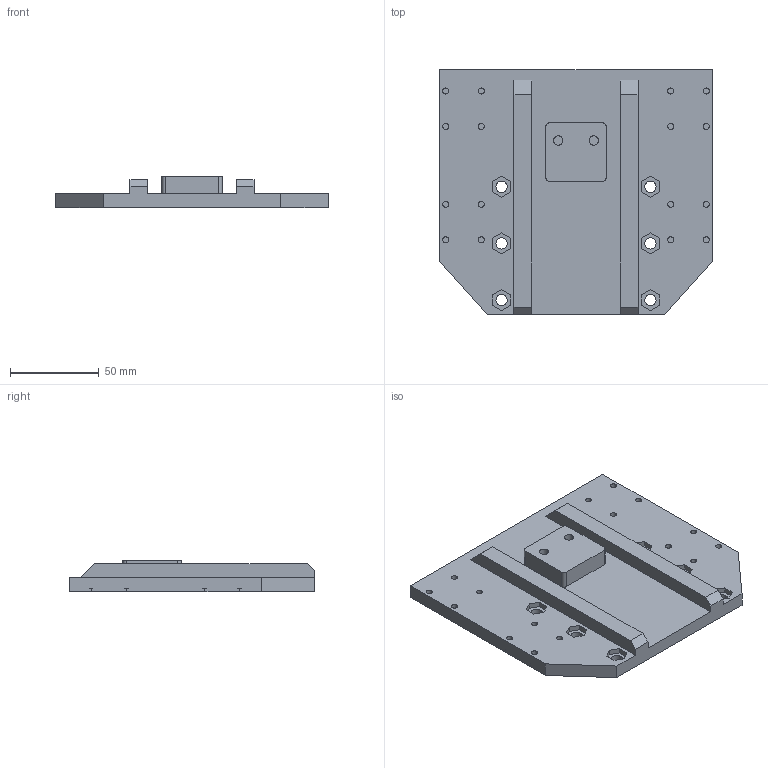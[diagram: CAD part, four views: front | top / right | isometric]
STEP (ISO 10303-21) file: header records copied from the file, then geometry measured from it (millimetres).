
FILE_DESCRIPTION (( 'STEP AP203' ), '1' );
FILE_NAME ('Z_plate.STEP', '2018-08-06T09:01:53', ( '' ), ( '' ), 'SwSTEP 2.0', 'SolidWorks 2017', '' );
FILE_SCHEMA (( 'CONFIG_CONTROL_DESIGN' ));
Length unit declared in the file: millimetre
Products named in the file (1): Z_plate
Bounding box: 154 x 138 x 18 mm (x, y, z)
Volume: 189413.2 mm3; surface area: 54021.8 mm2
Topology: 1 solids, 1 shells, 189 faces, 432 edges, 288 vertices
Faces by surface type: plane 101, cylinder 88
Entity records: 5483 total; most frequent: DIRECTION 988, CARTESIAN_POINT 910, ORIENTED_EDGE 864, EDGE_CURVE 432, AXIS2_PLACEMENT_3D 366, VERTEX_POINT 288, VECTOR 256, LINE 256
